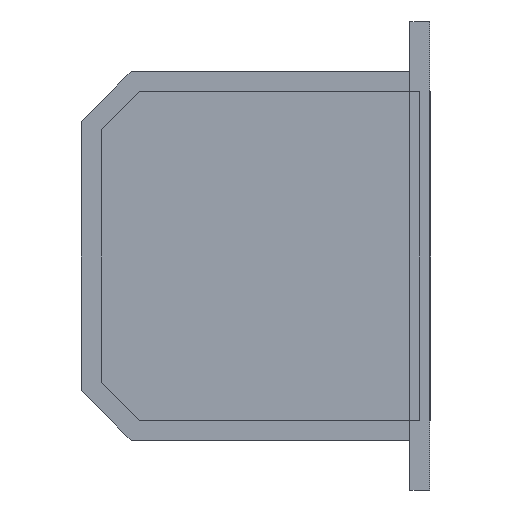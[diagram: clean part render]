
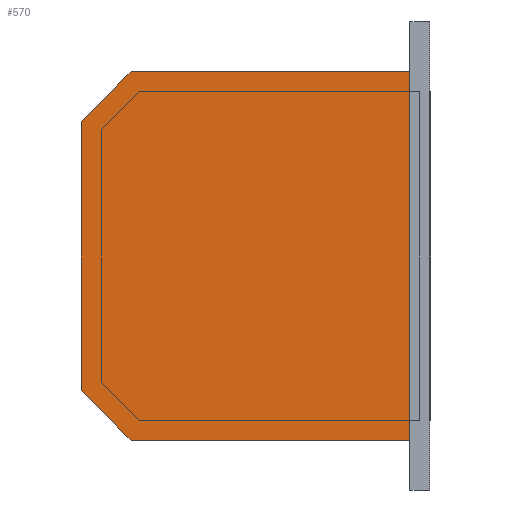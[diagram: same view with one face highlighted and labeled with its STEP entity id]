
A CAD part, left-side view. The second image highlights one B-rep face of the part: STEP entity #570.
In plain terms, the highlighted planar face has unit normal (-1, 0, 0).
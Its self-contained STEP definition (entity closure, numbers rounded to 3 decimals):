
#78 = EDGE_CURVE ( 'NONE', #369, #823, #397, .T. ) ;
#80 = CARTESIAN_POINT ( 'NONE',  ( -84.707, 30., -4.985 ) ) ;
#83 = VERTEX_POINT ( 'NONE', #545 ) ;
#94 = ORIENTED_EDGE ( 'NONE', *, *, #1070, .F. ) ;
#119 = CARTESIAN_POINT ( 'NONE',  ( -84.707, 35., -4.985 ) ) ;
#142 = LINE ( 'NONE', #922, #1050 ) ;
#155 = VECTOR ( 'NONE', #933, 1000. ) ;
#161 = VECTOR ( 'NONE', #385, 1000. ) ;
#177 = DIRECTION ( 'NONE',  ( 0., 0., -1. ) ) ;
#181 = EDGE_CURVE ( 'NONE', #774, #823, #142, .T. ) ;
#186 = DIRECTION ( 'NONE',  ( 1., 0., 0. ) ) ;
#188 = CARTESIAN_POINT ( 'NONE',  ( -84.707, 35., -4.985 ) ) ;
#202 = LINE ( 'NONE', #652, #1083 ) ;
#207 = EDGE_CURVE ( 'NONE', #369, #327, #822, .T. ) ;
#229 = LINE ( 'NONE', #706, #1140 ) ;
#246 = PLANE ( 'NONE',  #614 ) ;
#283 = EDGE_CURVE ( 'NONE', #327, #973, #229, .T. ) ;
#323 = CARTESIAN_POINT ( 'NONE',  ( -84.707, 2., 32.015 ) ) ;
#327 = VERTEX_POINT ( 'NONE', #80 ) ;
#347 = VECTOR ( 'NONE', #908, 1000. ) ;
#369 = VERTEX_POINT ( 'NONE', #585 ) ;
#385 = DIRECTION ( 'NONE',  ( 0., 0., -1. ) ) ;
#397 = LINE ( 'NONE', #119, #155 ) ;
#445 = EDGE_LOOP ( 'NONE', ( #623, #94, #819, #943, #740, #829 ) ) ;
#538 = DIRECTION ( 'NONE',  ( 0., -1., 0. ) ) ;
#545 = CARTESIAN_POINT ( 'NONE',  ( -84.707, 2., 32.015 ) ) ;
#570 = ADVANCED_FACE ( 'NONE', ( #961 ), #246, .F. ) ;
#585 = CARTESIAN_POINT ( 'NONE',  ( -84.707, 35., 0.015 ) ) ;
#614 = AXIS2_PLACEMENT_3D ( 'NONE', #188, #186, #177 ) ;
#623 = ORIENTED_EDGE ( 'NONE', *, *, #283, .T. ) ;
#652 = CARTESIAN_POINT ( 'NONE',  ( -84.707, 35., 32.015 ) ) ;
#685 = DIRECTION ( 'NONE',  ( 0., -1., 0. ) ) ;
#691 = CARTESIAN_POINT ( 'NONE',  ( -84.707, 35., 27.015 ) ) ;
#706 = CARTESIAN_POINT ( 'NONE',  ( -84.707, 35., -4.985 ) ) ;
#740 = ORIENTED_EDGE ( 'NONE', *, *, #78, .F. ) ;
#774 = VERTEX_POINT ( 'NONE', #847 ) ;
#819 = ORIENTED_EDGE ( 'NONE', *, *, #993, .F. ) ;
#822 = LINE ( 'NONE', #962, #347 ) ;
#823 = VERTEX_POINT ( 'NONE', #691 ) ;
#829 = ORIENTED_EDGE ( 'NONE', *, *, #207, .T. ) ;
#847 = CARTESIAN_POINT ( 'NONE',  ( -84.707, 30., 32.015 ) ) ;
#908 = DIRECTION ( 'NONE',  ( 0., -0.707, -0.707 ) ) ;
#922 = CARTESIAN_POINT ( 'NONE',  ( -84.707, 35., 27.015 ) ) ;
#933 = DIRECTION ( 'NONE',  ( 0., 0., 1. ) ) ;
#943 = ORIENTED_EDGE ( 'NONE', *, *, #181, .T. ) ;
#961 = FACE_OUTER_BOUND ( 'NONE', #445, .T. ) ;
#962 = CARTESIAN_POINT ( 'NONE',  ( -84.707, 35., 0.015 ) ) ;
#973 = VERTEX_POINT ( 'NONE', #1100 ) ;
#993 = EDGE_CURVE ( 'NONE', #774, #83, #202, .T. ) ;
#1050 = VECTOR ( 'NONE', #1107, 1000. ) ;
#1070 = EDGE_CURVE ( 'NONE', #83, #973, #1078, .T. ) ;
#1078 = LINE ( 'NONE', #323, #161 ) ;
#1083 = VECTOR ( 'NONE', #538, 1000. ) ;
#1100 = CARTESIAN_POINT ( 'NONE',  ( -84.707, 2., -4.985 ) ) ;
#1107 = DIRECTION ( 'NONE',  ( 0., 0.707, -0.707 ) ) ;
#1140 = VECTOR ( 'NONE', #685, 1000. ) ;
